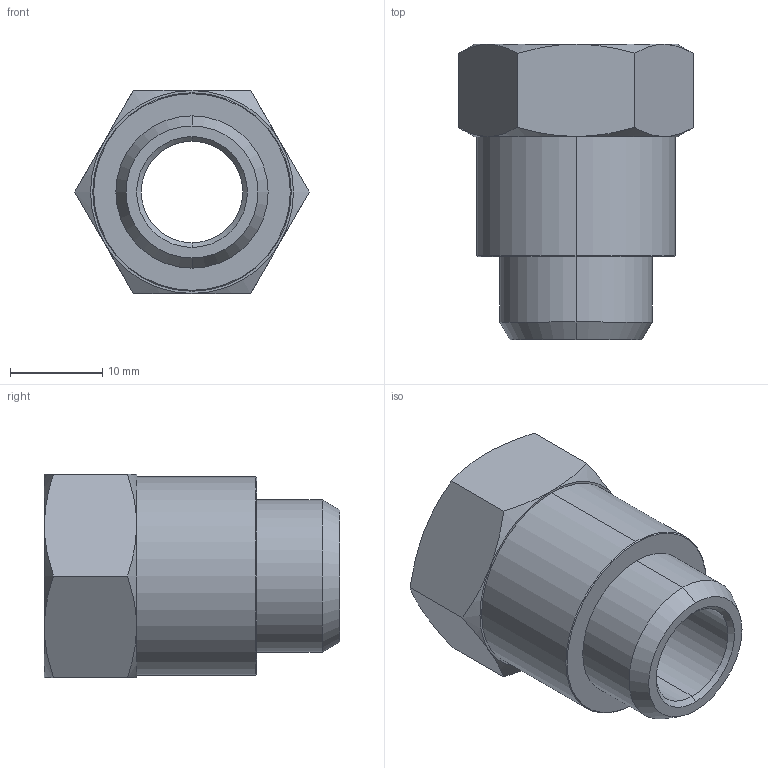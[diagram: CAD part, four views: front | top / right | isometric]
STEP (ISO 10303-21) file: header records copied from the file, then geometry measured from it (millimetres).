
FILE_DESCRIPTION (( 'STEP AP214' ), '1' );
FILE_NAME ('020700001UT00A.STEP', '2015-07-07T08:41:15', ( '' ), ( '' ), 'SwSTEP 2.0', 'SolidWorks 2015', '' );
FILE_SCHEMA (( 'AUTOMOTIVE_DESIGN' ));
Length unit declared in the file: millimetre
Products named in the file (1): 020700001UT00A
Bounding box: 25.4 x 32 x 22 mm (x, y, z)
Volume: 5849.8 mm3; surface area: 3971.3 mm2
Topology: 1 solids, 1 shells, 40 faces, 84 edges, 48 vertices
Faces by surface type: cone 22, plane 10, cylinder 8
Entity records: 1186 total; most frequent: CARTESIAN_POINT 317, DIRECTION 178, ORIENTED_EDGE 168, EDGE_CURVE 84, AXIS2_PLACEMENT_3D 77, VERTEX_POINT 48, EDGE_LOOP 44, FACE_OUTER_BOUND 40
